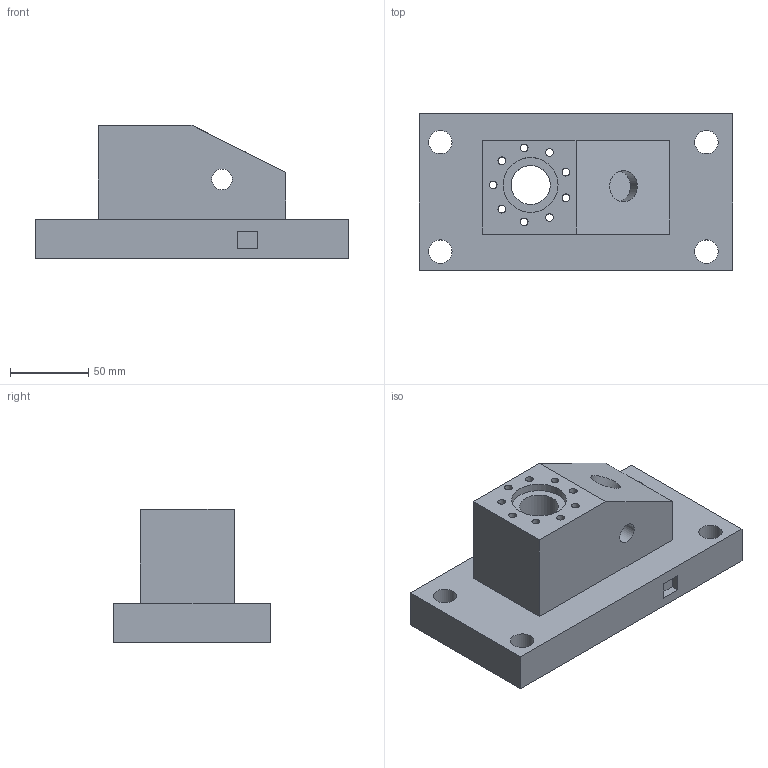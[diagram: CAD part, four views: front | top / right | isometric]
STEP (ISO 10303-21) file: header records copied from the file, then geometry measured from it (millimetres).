
FILE_DESCRIPTION(/* description */ ('Extracted from STEP assembly: part__jianmodelSimple.stp'),/* implementation_level */ '2;1');
FILE_NAME(/* name */ 'part__jianmodelSimple',/* time_stamp */ '2020-12-15T13:37:44+08:00',/* author */ (''),/* organization */ (''),/* preprocessor_version */ 'ST-DEVELOPER v15',/* originating_system */ $,/* authorisation */ $);
FILE_SCHEMA (('AP242_MANAGED_MODEL_BASED_3D_ENGINEERING_MIM_LF'));
Length unit declared in the file: millimetre
Products named in the file (1): _jianmodelSimple
Bounding box: 200 x 100 x 85 mm (x, y, z)
Volume: 786174.4 mm3; surface area: 98318.6 mm2
Topology: 1 solids, 1 shells, 46 faces, 140 edges, 113 vertices
Faces by surface type: plane 29, cylinder 17
Full cylindrical faces by diameter (mm): 5 x9, 13.191 x1, 15 x4, 20 x1, 25 x1, 35 x1
Entity records: 1479 total; most frequent: DIRECTION 236, CARTESIAN_POINT 231, ORIENTED_EDGE 194, EDGE_LOOP 99, FACE_BOUND 99, EDGE_CURVE 97, AXIS2_PLACEMENT_3D 81, VERTEX_POINT 76
